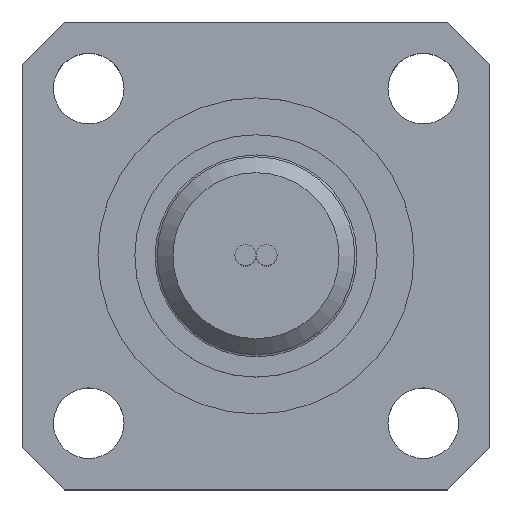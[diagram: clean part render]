
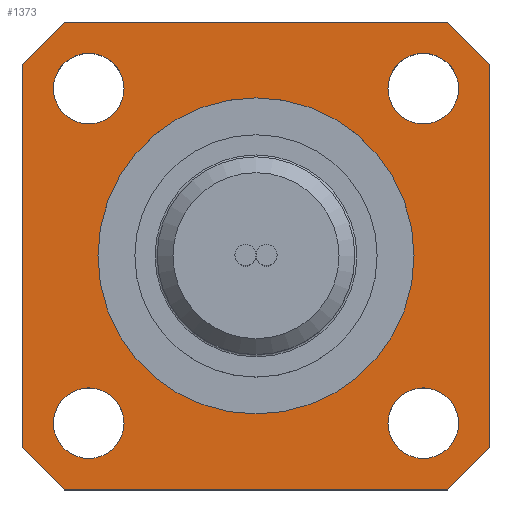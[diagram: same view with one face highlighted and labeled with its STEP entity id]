
A CAD part, top view. The second image highlights one B-rep face of the part: STEP entity #1373.
In plain terms, the highlighted planar face has unit normal (0, 0, 1).
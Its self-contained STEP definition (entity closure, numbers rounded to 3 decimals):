
#99=FACE_BOUND($,#364,.T.);
#100=FACE_BOUND($,#365,.T.);
#101=FACE_BOUND($,#366,.T.);
#102=FACE_BOUND($,#367,.T.);
#103=FACE_BOUND($,#368,.T.);
#152=CIRCLE($,#1471,15.);
#153=CIRCLE($,#1472,3.35);
#154=CIRCLE($,#1473,3.35);
#155=CIRCLE($,#1474,3.35);
#156=CIRCLE($,#1475,3.35);
#274=FACE_OUTER_BOUND($,#363,.T.);
#363=EDGE_LOOP($,(#1004,#1005,#1006,#1007,#1008,#1009,#1010,#1011));
#364=EDGE_LOOP($,(#1012));
#365=EDGE_LOOP($,(#1013));
#366=EDGE_LOOP($,(#1014));
#367=EDGE_LOOP($,(#1015));
#368=EDGE_LOOP($,(#1016));
#490=LINE($,#1915,#582);
#496=LINE($,#1926,#588);
#503=LINE($,#1952,#595);
#506=LINE($,#1957,#598);
#508=LINE($,#1961,#600);
#509=LINE($,#1963,#601);
#510=LINE($,#1964,#602);
#511=LINE($,#1965,#603);
#582=VECTOR($,#1583,5.657);
#588=VECTOR($,#1591,36.4);
#595=VECTOR($,#1612,5.657);
#598=VECTOR($,#1617,36.4);
#600=VECTOR($,#1621,5.657);
#601=VECTOR($,#1622,36.4);
#602=VECTOR($,#1623,5.657);
#603=VECTOR($,#1624,36.4);
#674=VERTEX_POINT($,#1913);
#675=VERTEX_POINT($,#1914);
#679=VERTEX_POINT($,#1924);
#690=VERTEX_POINT($,#1950);
#691=VERTEX_POINT($,#1951);
#692=VERTEX_POINT($,#1956);
#693=VERTEX_POINT($,#1960);
#694=VERTEX_POINT($,#1962);
#695=VERTEX_POINT($,#1966);
#696=VERTEX_POINT($,#1968);
#697=VERTEX_POINT($,#1970);
#698=VERTEX_POINT($,#1972);
#699=VERTEX_POINT($,#1974);
#801=EDGE_CURVE($,#674,#675,#490,.T.);
#807=EDGE_CURVE($,#679,#674,#496,.T.);
#819=EDGE_CURVE($,#690,#691,#503,.T.);
#822=EDGE_CURVE($,#691,#692,#506,.T.);
#824=EDGE_CURVE($,#693,#679,#508,.T.);
#825=EDGE_CURVE($,#694,#693,#509,.T.);
#826=EDGE_CURVE($,#692,#694,#510,.T.);
#827=EDGE_CURVE($,#675,#690,#511,.T.);
#828=EDGE_CURVE($,#695,#695,#152,.T.);
#829=EDGE_CURVE($,#696,#696,#153,.T.);
#830=EDGE_CURVE($,#697,#697,#154,.T.);
#831=EDGE_CURVE($,#698,#698,#155,.T.);
#832=EDGE_CURVE($,#699,#699,#156,.T.);
#1004=ORIENTED_EDGE($,*,*,#801,.F.);
#1005=ORIENTED_EDGE($,*,*,#807,.F.);
#1006=ORIENTED_EDGE($,*,*,#824,.F.);
#1007=ORIENTED_EDGE($,*,*,#825,.F.);
#1008=ORIENTED_EDGE($,*,*,#826,.F.);
#1009=ORIENTED_EDGE($,*,*,#822,.F.);
#1010=ORIENTED_EDGE($,*,*,#819,.F.);
#1011=ORIENTED_EDGE($,*,*,#827,.F.);
#1012=ORIENTED_EDGE($,*,*,#828,.T.);
#1013=ORIENTED_EDGE($,*,*,#829,.T.);
#1014=ORIENTED_EDGE($,*,*,#830,.T.);
#1015=ORIENTED_EDGE($,*,*,#831,.T.);
#1016=ORIENTED_EDGE($,*,*,#832,.T.);
#1330=PLANE($,#1470);
#1373=ADVANCED_FACE($,(#274,#99,#100,#101,#102,#103),#1330,.T.);
#1470=AXIS2_PLACEMENT_3D($,#1959,#1619,#1620);
#1471=AXIS2_PLACEMENT_3D($,#1967,#1625,#1626);
#1472=AXIS2_PLACEMENT_3D($,#1969,#1627,#1628);
#1473=AXIS2_PLACEMENT_3D($,#1971,#1629,#1630);
#1474=AXIS2_PLACEMENT_3D($,#1973,#1631,#1632);
#1475=AXIS2_PLACEMENT_3D($,#1975,#1633,#1634);
#1583=DIRECTION($,(0.707,0.707,0.));
#1591=DIRECTION($,(0.,1.,0.));
#1612=DIRECTION($,(0.707,-0.707,0.));
#1617=DIRECTION($,(0.,-1.,0.));
#1619=DIRECTION('center_axis',(0.,0.,
1.));
#1620=DIRECTION('ref_axis',(1.,0.,0.));
#1621=DIRECTION($,(-0.707,0.707,0.));
#1622=DIRECTION($,(-1.,0.,0.));
#1623=DIRECTION($,(-0.707,-0.707,0.));
#1624=DIRECTION($,(1.,0.,0.));
#1625=DIRECTION('center_axis',(0.,0.,
-1.));
#1626=DIRECTION('ref_axis',(-1.,0.,0.));
#1627=DIRECTION('center_axis',(0.,0.,
-1.));
#1628=DIRECTION('ref_axis',(-1.,0.,0.));
#1629=DIRECTION('center_axis',(0.,0.,
-1.));
#1630=DIRECTION('ref_axis',(0.,-1.,0.));
#1631=DIRECTION('center_axis',(0.,0.,
-1.));
#1632=DIRECTION('ref_axis',(1.,0.,0.));
#1633=DIRECTION('center_axis',(0.,0.,
-1.));
#1634=DIRECTION('ref_axis',(0.,1.,0.));
#1913=CARTESIAN_POINT('',(-22.2,18.2,28.5));
#1914=CARTESIAN_POINT('',(-18.2,22.2,28.5));
#1915=CARTESIAN_POINT($,(-20.2,20.2,28.5));
#1924=CARTESIAN_POINT('',(-22.2,-18.2,28.5));
#1926=CARTESIAN_POINT($,(-22.2,-22.2,28.5));
#1950=CARTESIAN_POINT('',(18.2,22.2,28.5));
#1951=CARTESIAN_POINT('',(22.2,18.2,28.5));
#1952=CARTESIAN_POINT($,(20.2,20.2,28.5));
#1956=CARTESIAN_POINT('',(22.2,-18.2,28.5));
#1957=CARTESIAN_POINT($,(22.2,22.2,28.5));
#1959=CARTESIAN_POINT('Origin',(0.,0.,28.5));
#1960=CARTESIAN_POINT('',(-18.2,-22.2,28.5));
#1961=CARTESIAN_POINT($,(-20.2,-20.2,28.5));
#1962=CARTESIAN_POINT('',(18.2,-22.2,28.5));
#1963=CARTESIAN_POINT($,(22.2,-22.2,28.5));
#1964=CARTESIAN_POINT($,(20.2,-20.2,28.5));
#1965=CARTESIAN_POINT($,(-22.2,22.2,28.5));
#1966=CARTESIAN_POINT('',(15.,0.,28.5));
#1967=CARTESIAN_POINT('Origin',(0.,0.,
28.5));
#1968=CARTESIAN_POINT('',(-12.525,15.875,28.5));
#1969=CARTESIAN_POINT('Origin',(-15.875,15.875,28.5));
#1970=CARTESIAN_POINT('',(-15.875,-12.525,28.5));
#1971=CARTESIAN_POINT('Origin',(-15.875,-15.875,28.5));
#1972=CARTESIAN_POINT('',(12.525,-15.875,28.5));
#1973=CARTESIAN_POINT('Origin',(15.875,-15.875,28.5));
#1974=CARTESIAN_POINT('',(15.875,12.525,28.5));
#1975=CARTESIAN_POINT('Origin',(15.875,15.875,28.5));
